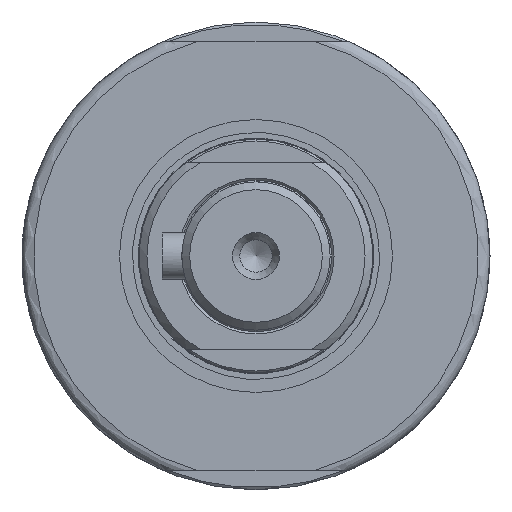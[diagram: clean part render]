
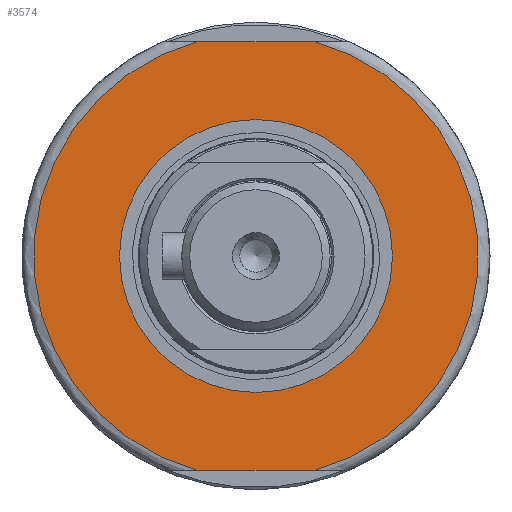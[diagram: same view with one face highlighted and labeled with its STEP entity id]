
A CAD part, left-side view. The second image highlights one B-rep face of the part: STEP entity #3574.
In plain terms, the highlighted planar face has unit normal (-1, 0, 0).
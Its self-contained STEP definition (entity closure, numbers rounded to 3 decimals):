
#128=FACE_BOUND('',#493,.T.);
#159=PLANE('',#3859);
#285=FACE_OUTER_BOUND('',#492,.T.);
#492=EDGE_LOOP('',(#2416,#2417,#2418,#2419));
#493=EDGE_LOOP('',(#2420,#2421));
#698=LINE('',#5366,#968);
#702=LINE('',#5415,#972);
#968=VECTOR('',#4323,10.);
#972=VECTOR('',#4333,10.);
#1279=CIRCLE('',#3860,28.5);
#1280=CIRCLE('',#3861,28.5);
#1281=CIRCLE('',#3862,17.5);
#1282=CIRCLE('',#3863,17.5);
#1466=VERTEX_POINT('',#5350);
#1467=VERTEX_POINT('',#5365);
#1474=VERTEX_POINT('',#5399);
#1475=VERTEX_POINT('',#5414);
#1478=VERTEX_POINT('',#5449);
#1479=VERTEX_POINT('',#5450);
#1826=EDGE_CURVE('',#1467,#1466,#698,.T.);
#1835=EDGE_CURVE('',#1475,#1474,#702,.T.);
#1846=EDGE_CURVE('',#1475,#1466,#1279,.T.);
#1847=EDGE_CURVE('',#1467,#1474,#1280,.T.);
#1848=EDGE_CURVE('',#1478,#1479,#1281,.T.);
#1849=EDGE_CURVE('',#1479,#1478,#1282,.T.);
#2416=ORIENTED_EDGE('',*,*,#1826,.T.);
#2417=ORIENTED_EDGE('',*,*,#1846,.F.);
#2418=ORIENTED_EDGE('',*,*,#1835,.T.);
#2419=ORIENTED_EDGE('',*,*,#1847,.F.);
#2420=ORIENTED_EDGE('',*,*,#1848,.T.);
#2421=ORIENTED_EDGE('',*,*,#1849,.T.);
#3574=ADVANCED_FACE('',(#285,#128),#159,.T.);
#3859=AXIS2_PLACEMENT_3D('',#5446,#4361,#4362);
#3860=AXIS2_PLACEMENT_3D('',#5447,#4363,#4364);
#3861=AXIS2_PLACEMENT_3D('',#5448,#4365,#4366);
#3862=AXIS2_PLACEMENT_3D('',#5451,#4367,#4368);
#3863=AXIS2_PLACEMENT_3D('',#5452,#4369,#4370);
#4323=DIRECTION('',(0.,-1.,0.));
#4333=DIRECTION('',(0.,1.,0.));
#4361=DIRECTION('center_axis',(-1.,0.,0.));
#4362=DIRECTION('ref_axis',(0.,0.,-1.));
#4363=DIRECTION('center_axis',(1.,0.,0.));
#4364=DIRECTION('ref_axis',(0.,-1.,0.));
#4365=DIRECTION('center_axis',(1.,0.,0.));
#4366=DIRECTION('ref_axis',(0.,-1.,0.));
#4367=DIRECTION('center_axis',(1.,0.,0.));
#4368=DIRECTION('ref_axis',(0.,-1.,0.));
#4369=DIRECTION('center_axis',(1.,0.,0.));
#4370=DIRECTION('ref_axis',(0.,-1.,0.));
#5350=CARTESIAN_POINT('',(-158.,-7.483,-27.5));
#5365=CARTESIAN_POINT('',(-158.,7.483,-27.5));
#5366=CARTESIAN_POINT('',(-158.,-24.063,-27.5));
#5399=CARTESIAN_POINT('',(-158.,7.483,27.5));
#5414=CARTESIAN_POINT('',(-158.,-7.483,27.5));
#5415=CARTESIAN_POINT('',(-158.,1.553,27.5));
#5446=CARTESIAN_POINT('Origin',(-158.,-23.,0.));
#5447=CARTESIAN_POINT('Origin',(-158.,0.,0.));
#5448=CARTESIAN_POINT('Origin',(-158.,0.,0.));
#5449=CARTESIAN_POINT('',(-158.,-17.5,0.));
#5450=CARTESIAN_POINT('',(-158.,17.5,0.));
#5451=CARTESIAN_POINT('Origin',(-158.,0.,0.));
#5452=CARTESIAN_POINT('Origin',(-158.,0.,0.));
